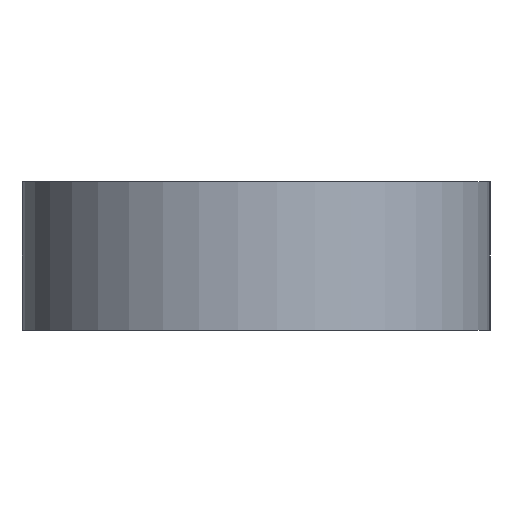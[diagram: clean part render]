
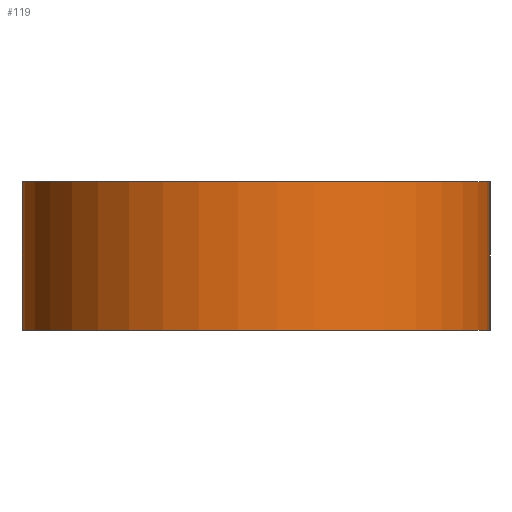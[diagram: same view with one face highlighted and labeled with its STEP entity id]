
A CAD part, left-side view. The second image highlights one B-rep face of the part: STEP entity #119.
In plain terms, the highlighted cylindrical face has radius 3.15 mm (diameter 6.3 mm), a partial arc.
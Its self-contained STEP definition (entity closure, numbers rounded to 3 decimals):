
#19=CIRCLE('',#145,3.15);
#20=CIRCLE('',#146,3.15);
#23=CYLINDRICAL_SURFACE('',#144,3.15);
#28=FACE_OUTER_BOUND('',#35,.T.);
#35=EDGE_LOOP('',(#97,#98,#99,#100));
#39=LINE('',#192,#48);
#46=LINE('',#213,#55);
#48=VECTOR('',#154,10.);
#55=VECTOR('',#175,10.);
#56=VERTEX_POINT('',#188);
#58=VERTEX_POINT('',#191);
#64=VERTEX_POINT('',#209);
#65=VERTEX_POINT('',#211);
#67=EDGE_CURVE('',#56,#58,#39,.T.);
#78=EDGE_CURVE('',#64,#65,#46,.T.);
#79=EDGE_CURVE('',#56,#64,#19,.T.);
#80=EDGE_CURVE('',#58,#65,#20,.T.);
#97=ORIENTED_EDGE('',*,*,#79,.T.);
#98=ORIENTED_EDGE('',*,*,#78,.T.);
#99=ORIENTED_EDGE('',*,*,#80,.F.);
#100=ORIENTED_EDGE('',*,*,#67,.F.);
#119=ADVANCED_FACE('',(#28),#23,.T.);
#144=AXIS2_PLACEMENT_3D('',#214,#176,#177);
#145=AXIS2_PLACEMENT_3D('',#215,#178,#179);
#146=AXIS2_PLACEMENT_3D('',#216,#180,#181);
#154=DIRECTION('',(0.,0.,1.));
#175=DIRECTION('',(0.,0.,1.));
#176=DIRECTION('center_axis',(0.,0.,1.));
#177=DIRECTION('ref_axis',(-1.,-0.005,0.));
#178=DIRECTION('center_axis',(0.,0.,1.));
#179=DIRECTION('ref_axis',(0.,1.,0.));
#180=DIRECTION('center_axis',(0.,0.,1.));
#181=DIRECTION('ref_axis',(0.,1.,0.));
#188=CARTESIAN_POINT('',(-96.506,61.297,0.));
#191=CARTESIAN_POINT('',(-96.506,61.297,2.));
#192=CARTESIAN_POINT('',(-96.506,61.297,0.));
#209=CARTESIAN_POINT('',(-96.475,54.998,0.));
#211=CARTESIAN_POINT('',(-96.475,54.998,2.));
#213=CARTESIAN_POINT('',(-96.475,54.998,0.));
#214=CARTESIAN_POINT('Origin',(-96.506,58.147,0.));
#215=CARTESIAN_POINT('Origin',(-96.506,58.147,0.));
#216=CARTESIAN_POINT('Origin',(-96.506,58.147,2.));
